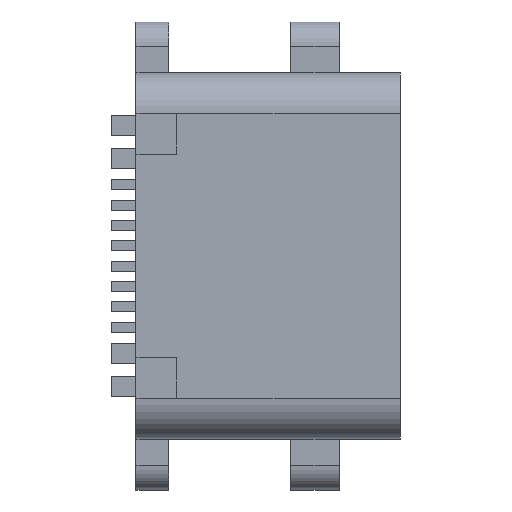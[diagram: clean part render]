
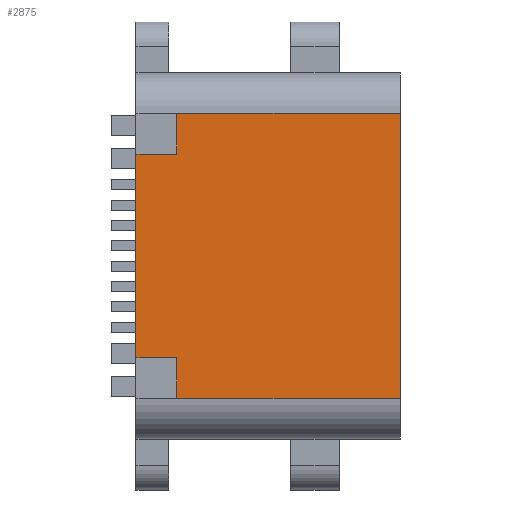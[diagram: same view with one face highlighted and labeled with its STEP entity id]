
A CAD part, top view. The second image highlights one B-rep face of the part: STEP entity #2875.
In plain terms, the highlighted planar face has unit normal (0, 0, 1).
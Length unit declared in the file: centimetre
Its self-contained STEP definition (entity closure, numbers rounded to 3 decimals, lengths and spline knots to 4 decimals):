
#178=FACE_OUTER_BOUND($,#350,.T.);
#350=EDGE_LOOP($,(#2177,#2178,#2179,#2180,#2181,#2182,#2183,#2184));
#613=LINE($,#4385,#973);
#617=LINE($,#4393,#977);
#625=LINE($,#4415,#985);
#626=LINE($,#4417,#986);
#627=LINE($,#4418,#987);
#628=LINE($,#4420,#988);
#629=LINE($,#4422,#989);
#630=LINE($,#4423,#990);
#973=VECTOR($,#3553,0.1);
#977=VECTOR($,#3557,0.1);
#985=VECTOR($,#3575,0.1);
#986=VECTOR($,#3576,0.5);
#987=VECTOR($,#3577,0.1);
#988=VECTOR($,#3578,0.55);
#989=VECTOR($,#3579,0.7);
#990=VECTOR($,#3580,0.55);
#1278=VERTEX_POINT($,#4381);
#1280=VERTEX_POINT($,#4384);
#1283=VERTEX_POINT($,#4390);
#1284=VERTEX_POINT($,#4392);
#1293=VERTEX_POINT($,#4414);
#1294=VERTEX_POINT($,#4416);
#1295=VERTEX_POINT($,#4419);
#1296=VERTEX_POINT($,#4421);
#1597=EDGE_CURVE($,#1280,#1278,#613,.T.);
#1601=EDGE_CURVE($,#1284,#1283,#617,.T.);
#1613=EDGE_CURVE($,#1283,#1293,#625,.T.);
#1614=EDGE_CURVE($,#1293,#1294,#626,.T.);
#1615=EDGE_CURVE($,#1294,#1280,#627,.T.);
#1616=EDGE_CURVE($,#1295,#1278,#628,.T.);
#1617=EDGE_CURVE($,#1295,#1296,#629,.T.);
#1618=EDGE_CURVE($,#1284,#1296,#630,.T.);
#2177=ORIENTED_EDGE($,*,*,#1601,.T.);
#2178=ORIENTED_EDGE($,*,*,#1613,.T.);
#2179=ORIENTED_EDGE($,*,*,#1614,.T.);
#2180=ORIENTED_EDGE($,*,*,#1615,.T.);
#2181=ORIENTED_EDGE($,*,*,#1597,.T.);
#2182=ORIENTED_EDGE($,*,*,#1616,.F.);
#2183=ORIENTED_EDGE($,*,*,#1617,.T.);
#2184=ORIENTED_EDGE($,*,*,#1618,.F.);
#2724=PLANE($,#3083);
#2875=ADVANCED_FACE($,(#178),#2724,.T.);
#3083=AXIS2_PLACEMENT_3D($,#4413,#3573,#3574);
#3553=DIRECTION($,(0.,-1.,0.));
#3557=DIRECTION($,(0.,-1.,0.));
#3573=DIRECTION('center_axis',(0.,0.,1.));
#3574=DIRECTION('ref_axis',(1.,0.,0.));
#3575=DIRECTION($,(-1.,0.,0.));
#3576=DIRECTION($,(0.,-1.,0.));
#3577=DIRECTION($,(1.,0.,0.));
#3578=DIRECTION($,(-1.,0.,0.));
#3579=DIRECTION($,(0.,1.,0.));
#3580=DIRECTION($,(1.,0.,0.));
#4381=CARTESIAN_POINT('',(-0.225,-0.35,0.25));
#4384=CARTESIAN_POINT('',(-0.225,-0.25,0.25));
#4385=CARTESIAN_POINT($,(-0.225,0.,0.25));
#4390=CARTESIAN_POINT('',(-0.225,0.25,0.25));
#4392=CARTESIAN_POINT('',(-0.225,0.35,0.25));
#4393=CARTESIAN_POINT($,(-0.225,0.,0.25));
#4413=CARTESIAN_POINT('Origin',(0.,0.,0.25));
#4414=CARTESIAN_POINT('',(-0.325,0.25,0.25));
#4415=CARTESIAN_POINT($,(-0.1625,0.25,0.25));
#4416=CARTESIAN_POINT('',(-0.325,-0.25,0.25));
#4417=CARTESIAN_POINT($,(-0.325,0.,0.25));
#4418=CARTESIAN_POINT($,(-0.1625,-0.25,0.25));
#4419=CARTESIAN_POINT('',(0.325,-0.35,0.25));
#4420=CARTESIAN_POINT($,(0.,-0.35,0.25));
#4421=CARTESIAN_POINT('',(0.325,0.35,0.25));
#4422=CARTESIAN_POINT($,(0.325,0.,0.25));
#4423=CARTESIAN_POINT($,(0.,0.35,0.25));
